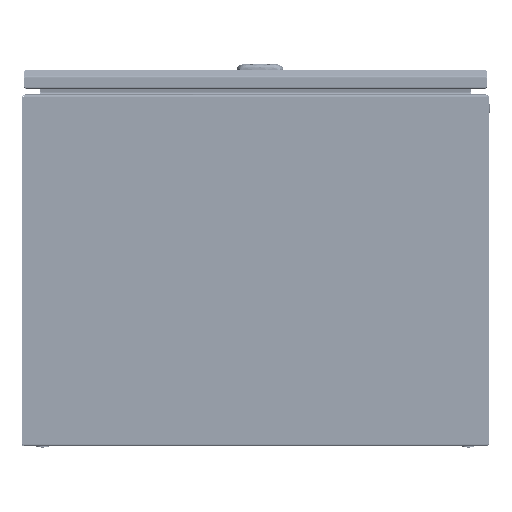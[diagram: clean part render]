
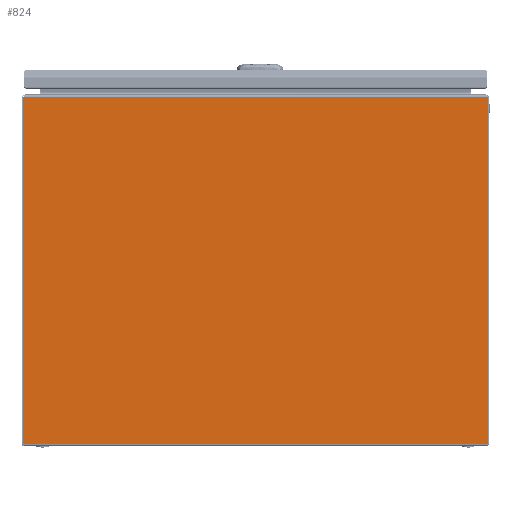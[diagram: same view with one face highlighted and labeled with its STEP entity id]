
A CAD part, left-side view. The second image highlights one B-rep face of the part: STEP entity #824.
In plain terms, the highlighted planar face has unit normal (-1, 0, 0).
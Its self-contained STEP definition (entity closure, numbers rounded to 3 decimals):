
#824=ADVANCED_FACE('',(#7441),#7442,.T.);
#7441=FACE_OUTER_BOUND('',#21556,.T.);
#7442=PLANE('',#21557);
#21556=EDGE_LOOP('',(#75751,#75752,#75753,#75754));
#21557=AXIS2_PLACEMENT_3D('',#75755,#75756,#75757);
#75751=ORIENTED_EDGE('',*,*,#121116,.F.);
#75752=ORIENTED_EDGE('',*,*,#121107,.T.);
#75753=ORIENTED_EDGE('',*,*,#121117,.T.);
#75754=ORIENTED_EDGE('',*,*,#121102,.F.);
#75755=CARTESIAN_POINT('',(-300.0,250.0,0.0));
#75756=DIRECTION('',(-1.0,0.0,0.0));
#75757=DIRECTION('',(0.0,-1.0,0.0));
#121102=EDGE_CURVE('',#137167,#137169,#137170,.T.);
#121107=EDGE_CURVE('',#137177,#137175,#137178,.T.);
#121116=EDGE_CURVE('',#137177,#137167,#137189,.T.);
#121117=EDGE_CURVE('',#137175,#137169,#137190,.T.);
#137167=VERTEX_POINT('',#163399);
#137169=VERTEX_POINT('',#163407);
#137170=LINE('',#163408,#163409);
#137175=VERTEX_POINT('',#163422);
#137177=VERTEX_POINT('',#163430);
#137178=LINE('',#163431,#163432);
#137189=LINE('',#163466,#163467);
#137190=LINE('',#163468,#163469);
#163399=CARTESIAN_POINT('',(-300.0,248.8,373.8));
#163407=CARTESIAN_POINT('',(-300.0,-248.8,373.8));
#163408=CARTESIAN_POINT('',(-300.0,248.8,373.8));
#163409=VECTOR('',#225578,497.6);
#163422=CARTESIAN_POINT('',(-300.0,-248.8,2.4));
#163430=CARTESIAN_POINT('',(-300.0,248.8,2.4));
#163431=CARTESIAN_POINT('',(-300.0,248.8,2.4));
#163432=VECTOR('',#225581,497.6);
#163466=CARTESIAN_POINT('',(-300.0,248.8,2.4));
#163467=VECTOR('',#225587,371.4);
#163468=CARTESIAN_POINT('',(-300.0,-248.8,2.4));
#163469=VECTOR('',#225588,371.4);
#225578=DIRECTION('',(0.0,-1.0,0.0));
#225581=DIRECTION('',(0.0,-1.0,0.0));
#225587=DIRECTION('',(0.0,0.0,1.0));
#225588=DIRECTION('',(0.0,0.0,1.0));
